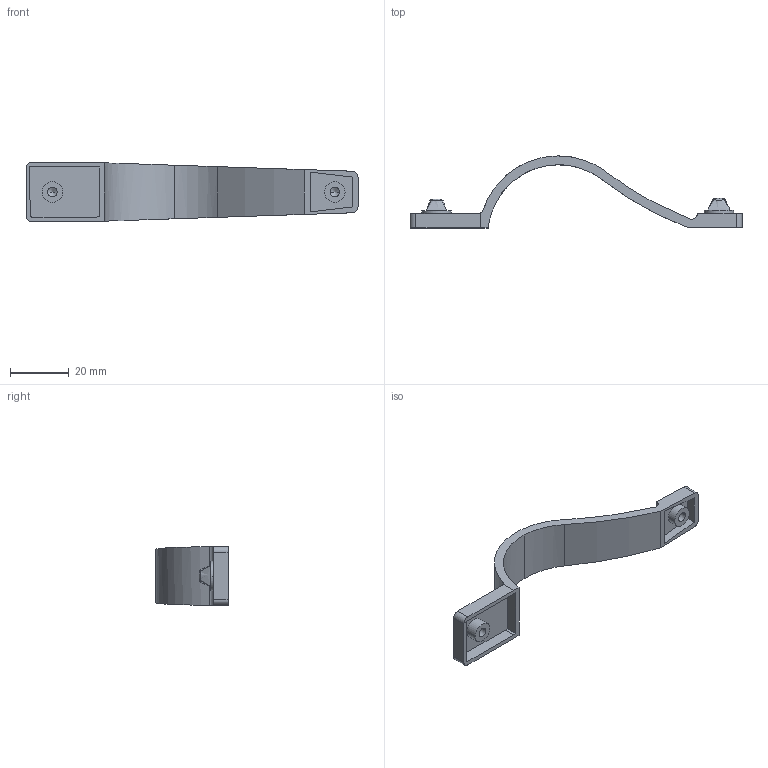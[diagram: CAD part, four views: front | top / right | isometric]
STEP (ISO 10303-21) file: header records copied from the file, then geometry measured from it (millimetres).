
FILE_DESCRIPTION (( 'STEP AP214' ), '1' );
FILE_NAME ('F003254,F003255_3D.step', '2022-08-15T13:06:05', ( '' ), ( '' ), 'SwSTEP 2.0', 'SolidWorks 2020', '' );
FILE_SCHEMA (( 'AUTOMOTIVE_DESIGN' ));
Length unit declared in the file: millimetre
Products named in the file (1): F003254,F003255_3D
Bounding box: 112.88 x 24.5 x 20 mm (x, y, z)
Volume: 6669.4 mm3; surface area: 6570.1 mm2
Topology: 1 solids, 1 shells, 84 faces, 200 edges, 122 vertices
Faces by surface type: plane 38, cylinder 26, bspline 16, cone 4
Entity records: 4137 total; most frequent: CARTESIAN_POINT 1364, ORIENTED_EDGE 392, DIRECTION 344, EDGE_CURVE 196, VERTEX_POINT 122, AXIS2_PLACEMENT_3D 119, LINE 106, VECTOR 106
